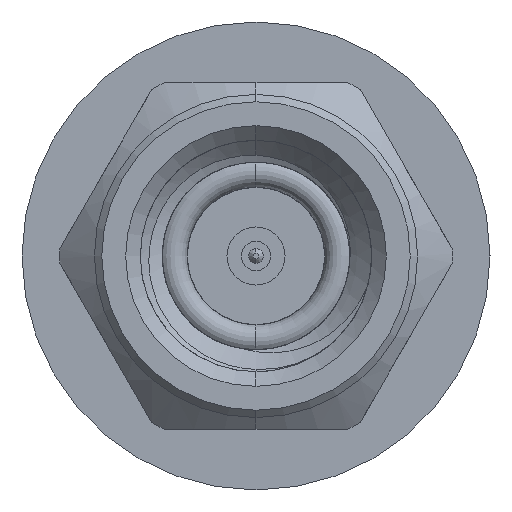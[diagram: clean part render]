
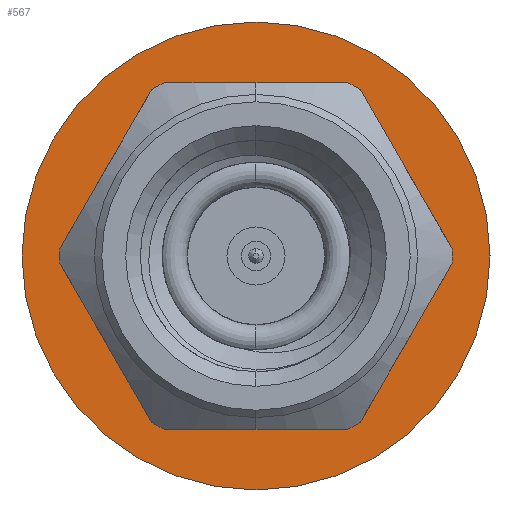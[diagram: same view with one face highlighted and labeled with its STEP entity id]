
A CAD part, left-side view. The second image highlights one B-rep face of the part: STEP entity #567.
In plain terms, the highlighted planar face has unit normal (-1, 0, 0).
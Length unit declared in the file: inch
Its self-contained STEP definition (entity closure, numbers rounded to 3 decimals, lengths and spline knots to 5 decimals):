
#53 = DIRECTION ( 'NONE',  ( 0., 0., -1. ) ) ;
#71 = DIRECTION ( 'NONE',  ( 0., 0., 1. ) ) ;
#100 = AXIS2_PLACEMENT_3D ( 'NONE', #4950, #3361, #3669 ) ;
#225 = AXIS2_PLACEMENT_3D ( 'NONE', #3925, #4352, #71 ) ;
#567 = ADVANCED_FACE ( 'NONE', ( #1242 ), #2805, .T. ) ;
#958 = VERTEX_POINT ( 'NONE', #2233 ) ;
#1242 = FACE_OUTER_BOUND ( 'NONE', #3814, .T. ) ;
#1278 = CARTESIAN_POINT ( 'NONE',  ( -4.19281, 0., 0. ) ) ;
#1318 = AXIS2_PLACEMENT_3D ( 'NONE', #1278, #2326, #53 ) ;
#2233 = CARTESIAN_POINT ( 'NONE',  ( -4.19281, 0., -0.15931 ) ) ;
#2326 = DIRECTION ( 'NONE',  ( 1., 0., 0. ) ) ;
#2714 = EDGE_CURVE ( 'NONE', #958, #3035, #4411, .T. ) ;
#2805 = PLANE ( 'NONE',  #225 ) ;
#3035 = VERTEX_POINT ( 'NONE', #4033 ) ;
#3237 = ORIENTED_EDGE ( 'NONE', *, *, #4644, .F. ) ;
#3361 = DIRECTION ( 'NONE',  ( 1., 0., 0. ) ) ;
#3669 = DIRECTION ( 'NONE',  ( 0., 0., -1. ) ) ;
#3814 = EDGE_LOOP ( 'NONE', ( #4415, #3237 ) ) ;
#3925 = CARTESIAN_POINT ( 'NONE',  ( -4.19281, 0., 0. ) ) ;
#4033 = CARTESIAN_POINT ( 'NONE',  ( -4.19281, 0., 0.15931 ) ) ;
#4352 = DIRECTION ( 'NONE',  ( -1., 0., 0. ) ) ;
#4411 = CIRCLE ( 'NONE', #1318, 0.15931 ) ;
#4415 = ORIENTED_EDGE ( 'NONE', *, *, #2714, .F. ) ;
#4578 = CIRCLE ( 'NONE', #100, 0.15931 ) ;
#4644 = EDGE_CURVE ( 'NONE', #3035, #958, #4578, .T. ) ;
#4950 = CARTESIAN_POINT ( 'NONE',  ( -4.19281, 0., 0. ) ) ;
